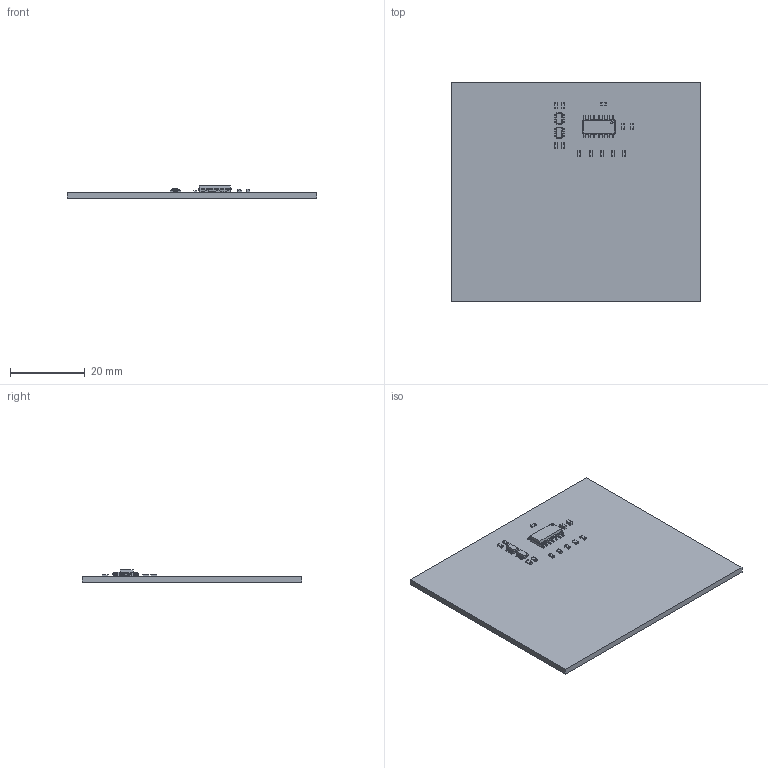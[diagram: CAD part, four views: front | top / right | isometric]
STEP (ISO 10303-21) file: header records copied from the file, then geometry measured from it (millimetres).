
FILE_DESCRIPTION(('KiCad electronic assembly'),'2;1');
FILE_NAME('touch_panel.step','2022-12-29T14:13:48',('Pcbnew'),('Kicad'), 'Open CASCADE STEP processor 7.5','KiCad to STEP converter','Unknown' );
FILE_SCHEMA(('AUTOMOTIVE_DESIGN { 1 0 10303 214 1 1 1 1 }'));
Length unit declared in the file: millimetre
Products named in the file (10): touch_panel 1; R_0603_1608Metric; SOLID; TSOP-6_1.65x3.05mm_P0.95mm; SOIC-14_3.9x8.7mm_P1.27mm; C_0603_1608Metric; touch_panel PCB
Assembly tree (20 placements, depth 3):
  touch_panel 1
    R_0603_1608Metric  x10
      SOLID
    TSOP-6_1.65x3.05mm_P0.95mm  x2
      SOLID
    SOIC-14_3.9x8.7mm_P1.27mm
      SOLID
    C_0603_1608Metric  x2
      SOLID
    touch_panel PCB
Bounding box: 67 x 59 x 3.4 mm (x, y, z)
Volume: 6395.8 mm3; surface area: 8547.4 mm2
Topology: 16 solids, 16 shells, 820 faces, 2127 edges, 1346 vertices
Faces by surface type: plane 511, cylinder 211, bspline 98
Full cylindrical faces by diameter (mm): 0.1 x2, 0.6 x1
Entity records: 31150 total; most frequent: CARTESIAN_POINT 5787, DIRECTION 4033, LINE 2751, VECTOR 2751, ORIENTED_EDGE 2244, PCURVE 2244, DEFINITIONAL_REPRESENTATION 2244, EDGE_CURVE 1122
